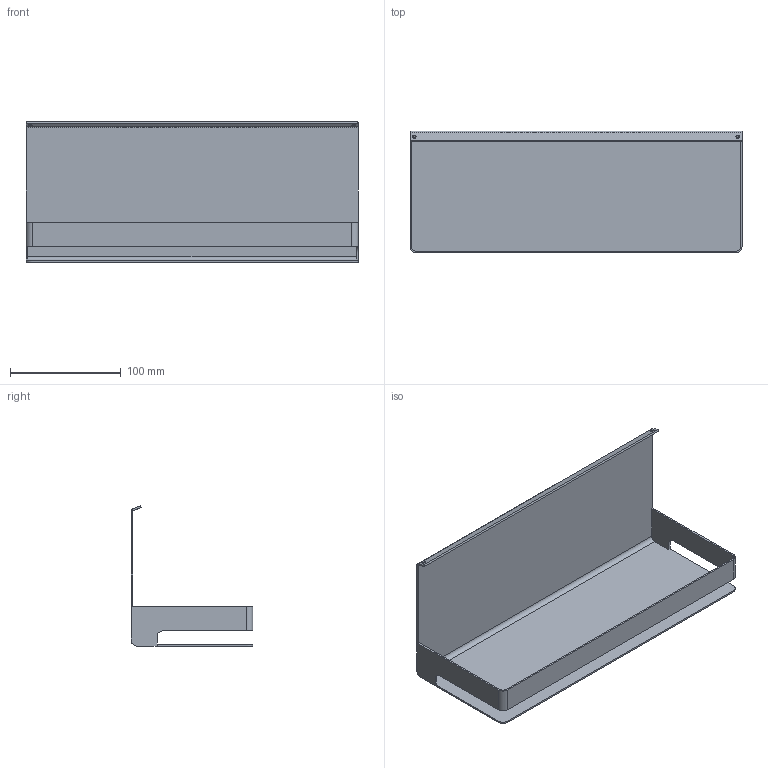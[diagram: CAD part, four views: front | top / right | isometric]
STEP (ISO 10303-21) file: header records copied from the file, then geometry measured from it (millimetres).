
FILE_DESCRIPTION(('STEP AP214'),'1');
FILE_NAME('8041226 transFORM Papierrollenhalter.STP','2023-11-23T10:31:19',(' '),(' '),'Spatial InterOp 3D',' ',' ');
FILE_SCHEMA(('AUTOMOTIVE_DESIGN { 1 0 10303 214 1 1 1 1 }'));
Length unit declared in the file: millimetre
Products named in the file (1): K_chenrolle TransForm+|K__chenrolle Winkel#K_chenrolle Winkel;K_chenrolle Winkel
Bounding box: 300 x 110 x 126.73 mm (x, y, z)
Volume: 124743.8 mm3; surface area: 169642.8 mm2
Topology: 2 solids, 2 shells, 52 faces, 146 edges, 98 vertices
Faces by surface type: plane 32, cylinder 20
Entity records: 1734 total; most frequent: CARTESIAN_POINT 298, DIRECTION 296, ORIENTED_EDGE 292, EDGE_CURVE 146, LINE 104, VECTOR 104, VERTEX_POINT 98, AXIS2_PLACEMENT_3D 96
